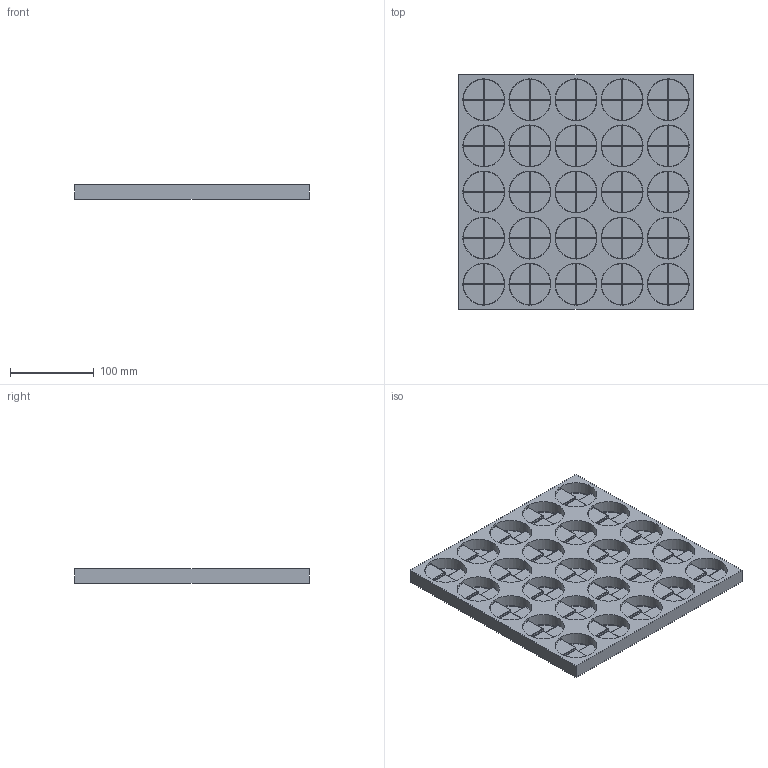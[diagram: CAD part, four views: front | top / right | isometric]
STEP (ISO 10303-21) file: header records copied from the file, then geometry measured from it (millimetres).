
FILE_DESCRIPTION(/* description */ (''),/* implementation_level */ '2;1');
FILE_NAME(/* name */ 'Demande_d''offre/PAD_Plate_25_v1.step',/* time_stamp */ '2022-01-25T17:00:36+01:00',/* author */ (''),/* organization */ (''),/* preprocessor_version */ 'ST-DEVELOPER v18.1',/* originating_system */ 'Autodesk Translation Framework v10.13.0.1454',/* authorisation */ '');
FILE_SCHEMA (('AUTOMOTIVE_DESIGN { 1 0 10303 214 3 1 1 }'));
Length unit declared in the file: millimetre
Products named in the file (3): PAD_Plate_25_v1; Plate; PAD
Assembly tree (2 placements, depth 2):
  PAD_Plate_25_v1
    Plate
    PAD
Bounding box: 280 x 280 x 17 mm (x, y, z)
Volume: 915798.7 mm3; surface area: 222140 mm2
Topology: 1 solids, 1 shells, 956 faces, 2037 edges, 1108 vertices
Faces by surface type: cylinder 375, plane 181, sphere 150, torus 150, bspline 100
Full cylindrical faces by diameter (mm): 50 x25
Entity records: 27865 total; most frequent: CARTESIAN_POINT 7381, DIRECTION 4609, ORIENTED_EDGE 4074, EDGE_CURVE 2037, AXIS2_PLACEMENT_3D 1936, VERTEX_POINT 1108, CIRCLE 1075, EDGE_LOOP 981
